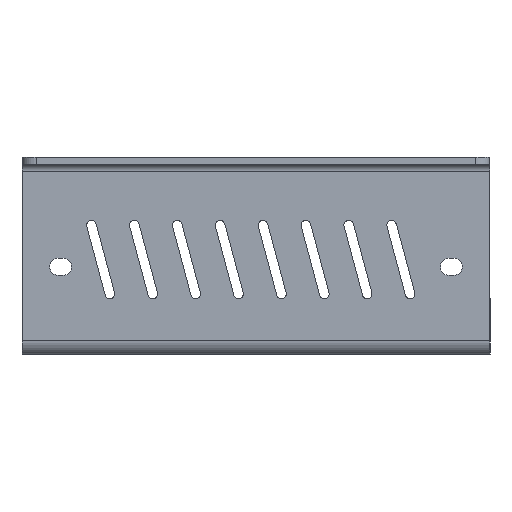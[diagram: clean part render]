
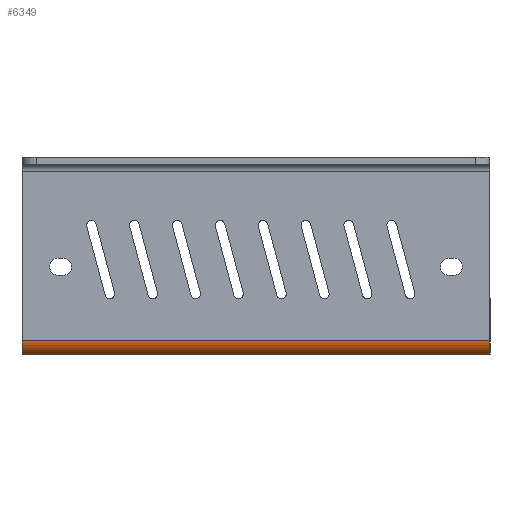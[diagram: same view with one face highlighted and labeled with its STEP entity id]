
A CAD part, left-side view. The second image highlights one B-rep face of the part: STEP entity #6349.
In plain terms, the highlighted cylindrical face has radius 3 mm (diameter 6 mm), a partial arc.
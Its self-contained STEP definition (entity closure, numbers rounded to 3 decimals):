
#421 = VERTEX_POINT ( 'NONE', #7031 ) ;
#469 = DIRECTION ( 'NONE',  ( 0., 0., -1. ) ) ;
#680 = VECTOR ( 'NONE', #7432, 1000. ) ;
#877 = DIRECTION ( 'NONE',  ( 0., -1., 0. ) ) ;
#1008 = ORIENTED_EDGE ( 'NONE', *, *, #2062, .F. ) ;
#1395 = CARTESIAN_POINT ( 'NONE',  ( -84.2, -49.1, 1.5 ) ) ;
#1626 = ORIENTED_EDGE ( 'NONE', *, *, #6248, .F. ) ;
#2058 = DIRECTION ( 'NONE',  ( 0., 0., -1. ) ) ;
#2062 = EDGE_CURVE ( 'NONE', #421, #7944, #8712, .T. ) ;
#2276 = DIRECTION ( 'NONE',  ( 0., 1., 0. ) ) ;
#2308 = VERTEX_POINT ( 'NONE', #4285 ) ;
#2451 = ORIENTED_EDGE ( 'NONE', *, *, #8487, .T. ) ;
#3203 = LINE ( 'NONE', #3378, #680 ) ;
#3253 = VERTEX_POINT ( 'NONE', #7605 ) ;
#3378 = CARTESIAN_POINT ( 'NONE',  ( -87.2, 0., 1.5 ) ) ;
#3680 = AXIS2_PLACEMENT_3D ( 'NONE', #5185, #877, #8726 ) ;
#4272 = CIRCLE ( 'NONE', #4865, 3. ) ;
#4285 = CARTESIAN_POINT ( 'NONE',  ( -87.2, -49.1, 1.5 ) ) ;
#4475 = EDGE_CURVE ( 'NONE', #2308, #421, #8801, .T. ) ;
#4496 = CYLINDRICAL_SURFACE ( 'NONE', #3680, 3. ) ;
#4865 = AXIS2_PLACEMENT_3D ( 'NONE', #9195, #5613, #2058 ) ;
#5185 = CARTESIAN_POINT ( 'NONE',  ( -84.2, -49.1, 1.5 ) ) ;
#5613 = DIRECTION ( 'NONE',  ( 0., 1., 0. ) ) ;
#5850 = FACE_OUTER_BOUND ( 'NONE', #9210, .T. ) ;
#5885 = CARTESIAN_POINT ( 'NONE',  ( -84.2, 49.1, -1.5 ) ) ;
#5946 = AXIS2_PLACEMENT_3D ( 'NONE', #1395, #6196, #469 ) ;
#6196 = DIRECTION ( 'NONE',  ( 0., -1., 0. ) ) ;
#6234 = VECTOR ( 'NONE', #2276, 1000. ) ;
#6248 = EDGE_CURVE ( 'NONE', #7944, #3253, #4272, .T. ) ;
#6349 = ADVANCED_FACE ( 'NONE', ( #5850 ), #4496, .T. ) ;
#7031 = CARTESIAN_POINT ( 'NONE',  ( -84.2, -49.1, -1.5 ) ) ;
#7236 = ORIENTED_EDGE ( 'NONE', *, *, #4475, .F. ) ;
#7431 = CARTESIAN_POINT ( 'NONE',  ( -84.2, -49.1, -1.5 ) ) ;
#7432 = DIRECTION ( 'NONE',  ( 0., 1., 0. ) ) ;
#7605 = CARTESIAN_POINT ( 'NONE',  ( -87.2, 49.1, 1.5 ) ) ;
#7944 = VERTEX_POINT ( 'NONE', #5885 ) ;
#8487 = EDGE_CURVE ( 'NONE', #2308, #3253, #3203, .T. ) ;
#8712 = LINE ( 'NONE', #7431, #6234 ) ;
#8726 = DIRECTION ( 'NONE',  ( -1., 0., 0. ) ) ;
#8801 = CIRCLE ( 'NONE', #5946, 3. ) ;
#9195 = CARTESIAN_POINT ( 'NONE',  ( -84.2, 49.1, 1.5 ) ) ;
#9210 = EDGE_LOOP ( 'NONE', ( #1008, #7236, #2451, #1626 ) ) ;
